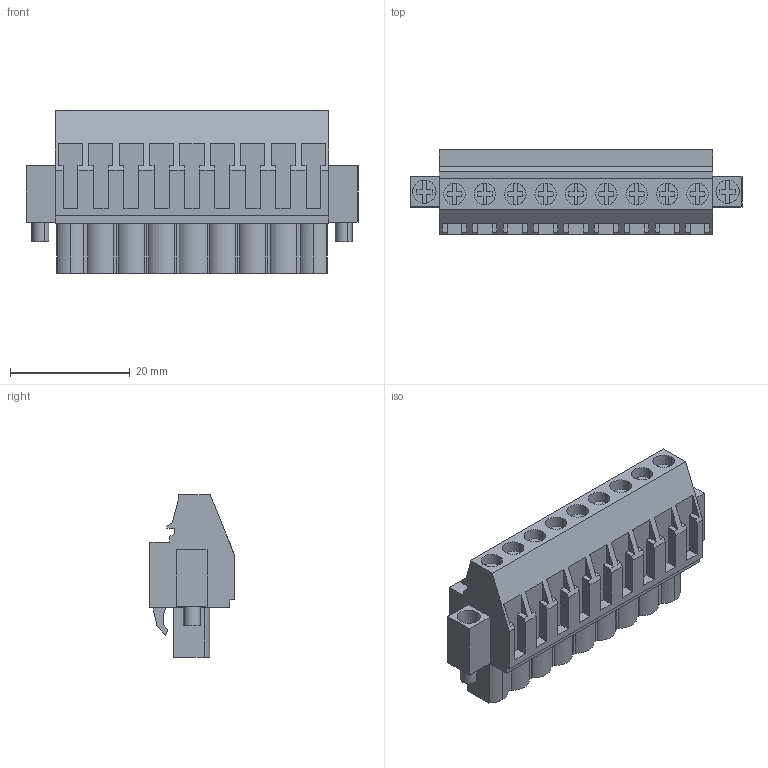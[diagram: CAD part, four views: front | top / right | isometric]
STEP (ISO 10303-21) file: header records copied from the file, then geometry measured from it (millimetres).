
FILE_DESCRIPTION(('CATIA V5 STEP','CAx-IF Rec.Pracs.--- Model Styling and Organization---1.2---2011-12-15'),'2;1');
FILE_NAME ('7246762_2_1949870000_1949870000.stp','2017-09-09T11:01:07+00:00',('none'),('Weidmueller'),'CATIA Version 5-6 Release 2014','CATIA V5 STEP AP214','none');
FILE_SCHEMA(('AUTOMOTIVE_DESIGN { 1 0 10303 214 1 1 1 1 }'));
Length unit declared in the file: millimetre
Products named in the file (1): 1949870000
Bounding box: 55.52 x 14.1 x 27.2 mm (x, y, z)
Volume: 10839.3 mm3; surface area: 6953.4 mm2
Topology: 12 solids, 12 shells, 661 faces, 1810 edges, 1218 vertices
Faces by surface type: plane 558, cylinder 99, extrusion 4
Entity records: 19948 total; most frequent: CARTESIAN_POINT 3873, ORIENTED_EDGE 3620, DIRECTION 2732, EDGE_CURVE 1810, VECTOR 1564, LINE 1560, VERTEX_POINT 1218, EDGE_LOOP 710
